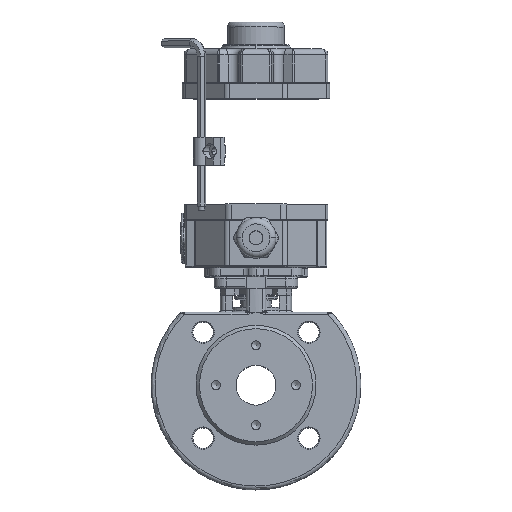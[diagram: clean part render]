
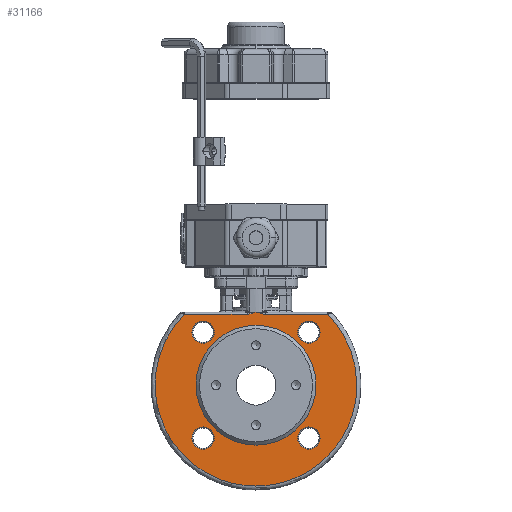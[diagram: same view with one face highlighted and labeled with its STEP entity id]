
A CAD part, top view. The second image highlights one B-rep face of the part: STEP entity #31166.
In plain terms, the highlighted planar face has unit normal (0, 0, 1).
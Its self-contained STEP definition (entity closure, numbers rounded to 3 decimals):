
#822=PLANE('',#33592);
#1471=B_SPLINE_CURVE_WITH_KNOTS('',3,(#47641,#47642,#47643,#47644),
 .UNSPECIFIED.,.F.,.F.,(4,4),(0.,1.),.UNSPECIFIED.);
#1472=B_SPLINE_CURVE_WITH_KNOTS('',3,(#47646,#47647,#47648,#47649),
 .UNSPECIFIED.,.F.,.F.,(4,4),(0.,1.),.UNSPECIFIED.);
#1493=B_SPLINE_CURVE_WITH_KNOTS('',3,(#48115,#48116,#48117,#48118,#48119,
#48120,#48121,#48122,#48123,#48124,#48125,#48126,#48127,#48128),
 .UNSPECIFIED.,.F.,.F.,(4,1,1,1,1,1,1,1,1,1,1,4),(0.,0.25,0.375,0.438,
0.5,0.563,0.625,0.688,0.75,0.813,0.875,1.),.UNSPECIFIED.);
#1500=B_SPLINE_CURVE_WITH_KNOTS('',3,(#48337,#48338,#48339,#48340,#48341),
 .UNSPECIFIED.,.F.,.F.,(4,1,4),(0.,0.5,1.),.UNSPECIFIED.);
#1501=B_SPLINE_CURVE_WITH_KNOTS('',3,(#48343,#48344,#48345,#48346),
 .UNSPECIFIED.,.F.,.F.,(4,4),(0.,1.),.UNSPECIFIED.);
#1545=B_SPLINE_CURVE_WITH_KNOTS('',3,(#50045,#50046,#50047,#50048,#50049,
#50050,#50051,#50052,#50053,#50054,#50055,#50056),.UNSPECIFIED.,.F.,.F.,
(4,1,1,1,1,1,1,1,1,4),(0.,0.125,0.188,0.25,0.313,0.375,0.5,0.625,0.75,
1.),.UNSPECIFIED.);
#1553=B_SPLINE_CURVE_WITH_KNOTS('',3,(#50390,#50391,#50392,#50393,#50394,
#50395,#50396),.UNSPECIFIED.,.F.,.F.,(4,1,1,1,4),(0.,0.25,0.5,0.75,1.),
 .UNSPECIFIED.);
#1554=B_SPLINE_CURVE_WITH_KNOTS('',3,(#50398,#50399,#50400,#50401,#50402,
#50403,#50404,#50405,#50406,#50407,#50408,#50409,#50410),.UNSPECIFIED.,
 .F.,.F.,(4,1,1,1,1,1,1,1,1,1,4),(0.,0.063,0.125,0.25,0.375,0.5,0.625,
0.75,0.875,0.938,1.),.UNSPECIFIED.);
#1555=B_SPLINE_CURVE_WITH_KNOTS('',3,(#50412,#50413,#50414,#50415,#50416,
#50417,#50418),.UNSPECIFIED.,.F.,.F.,(4,1,1,1,4),(0.,0.25,0.5,0.75,1.),
 .UNSPECIFIED.);
#2492=LINE('',#49802,#4490);
#2509=LINE('',#50388,#4507);
#4490=VECTOR('',#37910,1000.);
#4507=VECTOR('',#38019,1000.);
#7201=ORIENTED_EDGE('',*,*,#16458,.F.);
#7202=ORIENTED_EDGE('',*,*,#16471,.T.);
#7203=ORIENTED_EDGE('',*,*,#16472,.T.);
#7204=ORIENTED_EDGE('',*,*,#16473,.T.);
#7205=ORIENTED_EDGE('',*,*,#16474,.T.);
#7206=ORIENTED_EDGE('',*,*,#16422,.F.);
#7207=ORIENTED_EDGE('',*,*,#16358,.T.);
#7208=ORIENTED_EDGE('',*,*,#16213,.T.);
#7209=ORIENTED_EDGE('',*,*,#16212,.T.);
#7210=ORIENTED_EDGE('',*,*,#16366,.T.);
#7211=ORIENTED_EDGE('',*,*,#16365,.T.);
#7212=ORIENTED_EDGE('',*,*,#16475,.T.);
#7213=ORIENTED_EDGE('',*,*,#16476,.T.);
#7214=ORIENTED_EDGE('',*,*,#16477,.T.);
#7215=ORIENTED_EDGE('',*,*,#16478,.T.);
#7216=ORIENTED_EDGE('',*,*,#16479,.T.);
#16212=EDGE_CURVE('',#21009,#20919,#1471,.T.);
#16213=EDGE_CURVE('',#21010,#21009,#1472,.T.);
#16358=EDGE_CURVE('',#21084,#21010,#1493,.T.);
#16365=EDGE_CURVE('',#21089,#21088,#1500,.T.);
#16366=EDGE_CURVE('',#20919,#21089,#1501,.T.);
#16422=EDGE_CURVE('',#21084,#21122,#2492,.T.);
#16458=EDGE_CURVE('',#21137,#21088,#1545,.F.);
#16471=EDGE_CURVE('',#21137,#21146,#2509,.F.);
#16472=EDGE_CURVE('',#21146,#21147,#1553,.T.);
#16473=EDGE_CURVE('',#21147,#21148,#1554,.T.);
#16474=EDGE_CURVE('',#21148,#21122,#1555,.T.);
#16475=EDGE_CURVE('',#21149,#21149,#24029,.T.);
#16476=EDGE_CURVE('',#21150,#21150,#24030,.F.);
#16477=EDGE_CURVE('',#21151,#21151,#24031,.F.);
#16478=EDGE_CURVE('',#21152,#21152,#24032,.F.);
#16479=EDGE_CURVE('',#21153,#21153,#24033,.F.);
#20919=VERTEX_POINT('',#47188);
#21009=VERTEX_POINT('',#47645);
#21010=VERTEX_POINT('',#47650);
#21084=VERTEX_POINT('',#48129);
#21088=VERTEX_POINT('',#48336);
#21089=VERTEX_POINT('',#48342);
#21122=VERTEX_POINT('',#49785);
#21137=VERTEX_POINT('',#50044);
#21146=VERTEX_POINT('',#50389);
#21147=VERTEX_POINT('',#50397);
#21148=VERTEX_POINT('',#50411);
#21149=VERTEX_POINT('',#50420);
#21150=VERTEX_POINT('',#50422);
#21151=VERTEX_POINT('',#50424);
#21152=VERTEX_POINT('',#50426);
#21153=VERTEX_POINT('',#50428);
#24029=CIRCLE('',#33593,30.);
#24030=CIRCLE('',#33594,5.6);
#24031=CIRCLE('',#33595,5.6);
#24032=CIRCLE('',#33596,5.6);
#24033=CIRCLE('',#33597,5.6);
#25989=EDGE_LOOP('',(#7201,#7202,#7203,#7204,#7205,#7206,#7207,#7208,#7209,
#7210,#7211));
#25990=EDGE_LOOP('',(#7212));
#25991=EDGE_LOOP('',(#7213));
#25992=EDGE_LOOP('',(#7214));
#25993=EDGE_LOOP('',(#7215));
#25994=EDGE_LOOP('',(#7216));
#28180=FACE_BOUND('',#25989,.T.);
#28181=FACE_BOUND('',#25990,.T.);
#28182=FACE_BOUND('',#25991,.T.);
#28183=FACE_BOUND('',#25992,.T.);
#28184=FACE_BOUND('',#25993,.T.);
#28185=FACE_BOUND('',#25994,.T.);
#31166=ADVANCED_FACE('',(#28180,#28181,#28182,#28183,#28184,#28185),#822,
 .T.);
#33592=AXIS2_PLACEMENT_3D('',#50387,#38017,#38018);
#33593=AXIS2_PLACEMENT_3D('',#50419,#38020,#38021);
#33594=AXIS2_PLACEMENT_3D('',#50421,#38022,#38023);
#33595=AXIS2_PLACEMENT_3D('',#50423,#38024,#38025);
#33596=AXIS2_PLACEMENT_3D('',#50425,#38026,#38027);
#33597=AXIS2_PLACEMENT_3D('',#50427,#38028,#38029);
#37910=DIRECTION('',(1.,0.,0.));
#38017=DIRECTION('',(0.,0.,1.));
#38018=DIRECTION('',(1.,0.,0.));
#38019=DIRECTION('',(1.,0.,0.));
#38020=DIRECTION('',(0.,0.,-1.));
#38021=DIRECTION('',(-1.,0.,0.));
#38022=DIRECTION('',(0.,0.,1.));
#38023=DIRECTION('',(1.,0.,0.));
#38024=DIRECTION('',(0.,0.,1.));
#38025=DIRECTION('',(1.,0.,0.));
#38026=DIRECTION('',(0.,0.,1.));
#38027=DIRECTION('',(1.,0.,0.));
#38028=DIRECTION('',(0.,0.,1.));
#38029=DIRECTION('',(1.,0.,0.));
#47188=CARTESIAN_POINT('',(0.,35.211,36.));
#47641=CARTESIAN_POINT('',(0.808,35.016,36.));
#47642=CARTESIAN_POINT('',(0.539,35.081,36.));
#47643=CARTESIAN_POINT('',(0.269,35.146,36.));
#47644=CARTESIAN_POINT('',(0.,35.211,36.));
#47645=CARTESIAN_POINT('',(0.808,35.016,36.));
#47646=CARTESIAN_POINT('',(3.245,34.491,36.));
#47647=CARTESIAN_POINT('',(2.364,34.654,36.));
#47648=CARTESIAN_POINT('',(1.626,34.819,36.));
#47649=CARTESIAN_POINT('',(0.808,35.016,36.));
#47650=CARTESIAN_POINT('',(3.245,34.491,36.));
#48115=CARTESIAN_POINT('',(4.534,34.211,36.));
#48116=CARTESIAN_POINT('',(4.439,34.211,36.));
#48117=CARTESIAN_POINT('',(4.289,34.224,36.));
#48118=CARTESIAN_POINT('',(4.087,34.263,36.));
#48119=CARTESIAN_POINT('',(3.979,34.288,36.));
#48120=CARTESIAN_POINT('',(3.86,34.321,36.));
#48121=CARTESIAN_POINT('',(3.871,34.318,36.));
#48122=CARTESIAN_POINT('',(3.799,34.339,36.));
#48123=CARTESIAN_POINT('',(3.711,34.366,36.));
#48124=CARTESIAN_POINT('',(3.551,34.414,36.));
#48125=CARTESIAN_POINT('',(3.474,34.436,36.));
#48126=CARTESIAN_POINT('',(3.356,34.468,36.));
#48127=CARTESIAN_POINT('',(3.287,34.483,36.));
#48128=CARTESIAN_POINT('',(3.245,34.491,36.));
#48129=CARTESIAN_POINT('',(4.534,34.211,36.));
#48336=CARTESIAN_POINT('',(-3.051,34.526,36.));
#48337=CARTESIAN_POINT('',(-0.76,35.028,36.));
#48338=CARTESIAN_POINT('',(-1.111,34.943,36.));
#48339=CARTESIAN_POINT('',(-1.889,34.761,36.));
#48340=CARTESIAN_POINT('',(-2.659,34.601,36.));
#48341=CARTESIAN_POINT('',(-3.051,34.526,36.));
#48342=CARTESIAN_POINT('',(-0.76,35.028,36.));
#48343=CARTESIAN_POINT('',(0.,35.211,36.));
#48344=CARTESIAN_POINT('',(-0.253,35.15,36.));
#48345=CARTESIAN_POINT('',(-0.507,35.089,36.));
#48346=CARTESIAN_POINT('',(-0.76,35.028,36.));
#49785=CARTESIAN_POINT('',(35.917,34.211,36.));
#49802=CARTESIAN_POINT('',(4.534,34.211,36.));
#50044=CARTESIAN_POINT('',(-4.386,34.211,36.));
#50045=CARTESIAN_POINT('',(-3.051,34.526,36.));
#50046=CARTESIAN_POINT('',(-3.094,34.518,36.));
#50047=CARTESIAN_POINT('',(-3.17,34.5,36.));
#50048=CARTESIAN_POINT('',(-3.281,34.468,36.));
#50049=CARTESIAN_POINT('',(-3.398,34.43,36.));
#50050=CARTESIAN_POINT('',(-3.428,34.42,36.));
#50051=CARTESIAN_POINT('',(-3.608,34.36,36.));
#50052=CARTESIAN_POINT('',(-3.694,34.331,36.));
#50053=CARTESIAN_POINT('',(-3.903,34.272,36.));
#50054=CARTESIAN_POINT('',(-4.126,34.227,36.));
#50055=CARTESIAN_POINT('',(-4.288,34.211,36.));
#50056=CARTESIAN_POINT('',(-4.386,34.211,36.));
#50387=CARTESIAN_POINT('',(0.,-8.289,36.));
#50388=CARTESIAN_POINT('',(0.,34.211,36.));
#50389=CARTESIAN_POINT('',(-35.917,34.211,36.));
#50390=CARTESIAN_POINT('',(-35.917,34.211,36.));
#50391=CARTESIAN_POINT('',(-38.23,31.871,36.));
#50392=CARTESIAN_POINT('',(-42.376,26.764,36.));
#50393=CARTESIAN_POINT('',(-47.01,18.023,36.));
#50394=CARTESIAN_POINT('',(-49.858,8.549,36.));
#50395=CARTESIAN_POINT('',(-50.5,2.003,36.));
#50396=CARTESIAN_POINT('',(-50.5,-1.289,36.));
#50397=CARTESIAN_POINT('',(-50.5,-1.289,36.));
#50398=CARTESIAN_POINT('',(-50.5,-1.289,36.));
#50399=CARTESIAN_POINT('',(-50.5,-4.605,36.));
#50400=CARTESIAN_POINT('',(-49.848,-11.199,36.));
#50401=CARTESIAN_POINT('',(-45.995,-23.921,36.));
#50402=CARTESIAN_POINT('',(-36.64,-37.926,36.));
#50403=CARTESIAN_POINT('',(-19.828,-49.159,36.));
#50404=CARTESIAN_POINT('',(0.,-53.103,36.));
#50405=CARTESIAN_POINT('',(19.828,-49.159,36.));
#50406=CARTESIAN_POINT('',(36.64,-37.926,36.));
#50407=CARTESIAN_POINT('',(45.995,-23.921,36.));
#50408=CARTESIAN_POINT('',(49.848,-11.199,36.));
#50409=CARTESIAN_POINT('',(50.5,-4.605,36.));
#50410=CARTESIAN_POINT('',(50.5,-1.289,36.));
#50411=CARTESIAN_POINT('',(50.5,-1.289,36.));
#50412=CARTESIAN_POINT('',(50.5,-1.289,36.));
#50413=CARTESIAN_POINT('',(50.5,2.003,36.));
#50414=CARTESIAN_POINT('',(49.858,8.549,36.));
#50415=CARTESIAN_POINT('',(47.01,18.023,36.));
#50416=CARTESIAN_POINT('',(42.375,26.764,36.));
#50417=CARTESIAN_POINT('',(38.23,31.87,36.));
#50418=CARTESIAN_POINT('',(35.917,34.211,36.));
#50419=CARTESIAN_POINT('',(0.,-1.289,36.));
#50420=CARTESIAN_POINT('',(-30.,-1.289,36.));
#50421=CARTESIAN_POINT('',(-26.517,25.228,36.));
#50422=CARTESIAN_POINT('',(-20.917,25.228,36.));
#50423=CARTESIAN_POINT('',(26.517,25.228,36.));
#50424=CARTESIAN_POINT('',(32.116,25.228,36.));
#50425=CARTESIAN_POINT('',(26.517,-27.805,36.));
#50426=CARTESIAN_POINT('',(32.116,-27.805,36.));
#50427=CARTESIAN_POINT('',(-26.517,-27.805,36.));
#50428=CARTESIAN_POINT('',(-20.917,-27.805,36.));
